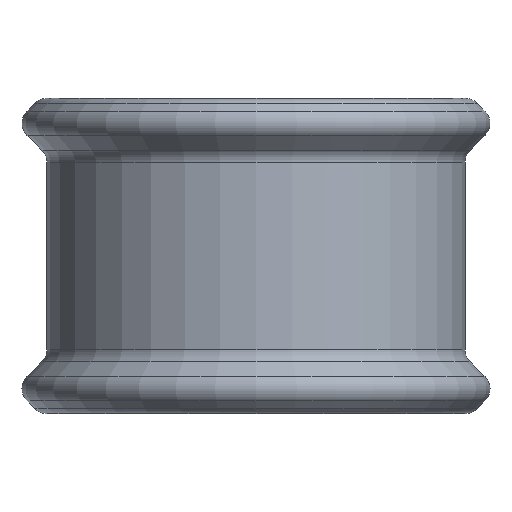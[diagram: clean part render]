
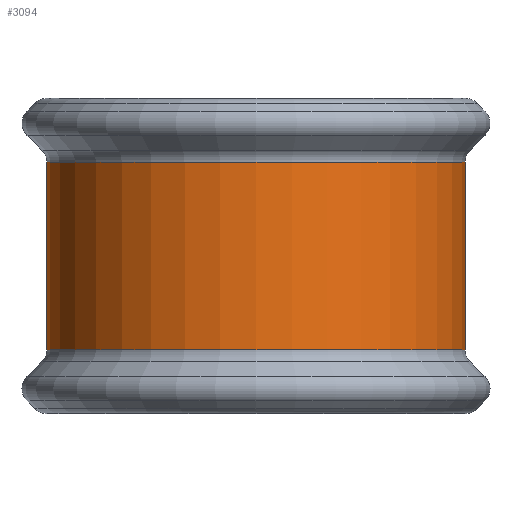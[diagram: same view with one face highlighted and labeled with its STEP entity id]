
A CAD part, front view. The second image highlights one B-rep face of the part: STEP entity #3094.
In plain terms, the highlighted cylindrical face has radius 9.335 mm (diameter 18.669 mm), a partial arc.
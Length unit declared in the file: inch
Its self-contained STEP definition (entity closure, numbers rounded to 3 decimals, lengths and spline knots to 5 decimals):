
#23 = CARTESIAN_POINT ( 'NONE',  ( -0.055, -0.687, 0.16479 ) ) ;
#306 = VECTOR ( 'NONE', #4958, 39.37008 ) ;
#343 = EDGE_CURVE ( 'NONE', #3989, #684, #5718, .T. ) ;
#542 = DIRECTION ( 'NONE',  ( 0., 0., 1. ) ) ;
#641 = CARTESIAN_POINT ( 'NONE',  ( 0.3125, -0.3195, 0.16479 ) ) ;
#684 = VERTEX_POINT ( 'NONE', #23 ) ;
#946 = AXIS2_PLACEMENT_3D ( 'NONE', #1020, #4823, #1527 ) ;
#1020 = CARTESIAN_POINT ( 'NONE',  ( 0.3125, -0.687, 0. ) ) ;
#1152 = CIRCLE ( 'NONE', #4204, 0.3675 ) ;
#1320 = FACE_OUTER_BOUND ( 'NONE', #2005, .T. ) ;
#1527 = DIRECTION ( 'NONE',  ( -1., 0., 0. ) ) ;
#1559 = DIRECTION ( 'NONE',  ( 0., 0., -1. ) ) ;
#1626 = AXIS2_PLACEMENT_3D ( 'NONE', #4613, #1758, #5083 ) ;
#1640 = CARTESIAN_POINT ( 'NONE',  ( 0.3125, -0.3195, 0.16479 ) ) ;
#1758 = DIRECTION ( 'NONE',  ( 0., 0., -1. ) ) ;
#1791 = ORIENTED_EDGE ( 'NONE', *, *, #343, .F. ) ;
#1826 = CYLINDRICAL_SURFACE ( 'NONE', #946, 0.3675 ) ;
#2005 = EDGE_LOOP ( 'NONE', ( #3893, #3661, #1791, #3491 ) ) ;
#2177 = VERTEX_POINT ( 'NONE', #3078 ) ;
#2280 = EDGE_CURVE ( 'NONE', #2899, #684, #1152, .T. ) ;
#2788 = LINE ( 'NONE', #1640, #306 ) ;
#2873 = CARTESIAN_POINT ( 'NONE',  ( -0.055, -0.687, -0.16479 ) ) ;
#2899 = VERTEX_POINT ( 'NONE', #641 ) ;
#3078 = CARTESIAN_POINT ( 'NONE',  ( 0.3125, -0.3195, -0.16479 ) ) ;
#3094 = ADVANCED_FACE ( 'NONE', ( #1320 ), #1826, .T. ) ;
#3491 = ORIENTED_EDGE ( 'NONE', *, *, #5060, .F. ) ;
#3661 = ORIENTED_EDGE ( 'NONE', *, *, #2280, .T. ) ;
#3673 = EDGE_CURVE ( 'NONE', #2177, #2899, #2788, .T. ) ;
#3820 = CARTESIAN_POINT ( 'NONE',  ( -0.055, -0.687, 0.16479 ) ) ;
#3893 = ORIENTED_EDGE ( 'NONE', *, *, #3673, .T. ) ;
#3989 = VERTEX_POINT ( 'NONE', #2873 ) ;
#4204 = AXIS2_PLACEMENT_3D ( 'NONE', #4397, #1559, #4869 ) ;
#4397 = CARTESIAN_POINT ( 'NONE',  ( 0.3125, -0.687, 0.16479 ) ) ;
#4456 = VECTOR ( 'NONE', #542, 39.37008 ) ;
#4585 = CIRCLE ( 'NONE', #1626, 0.3675 ) ;
#4613 = CARTESIAN_POINT ( 'NONE',  ( 0.3125, -0.687, -0.16479 ) ) ;
#4823 = DIRECTION ( 'NONE',  ( 0., 0., -1. ) ) ;
#4869 = DIRECTION ( 'NONE',  ( -1., 0., 0. ) ) ;
#4958 = DIRECTION ( 'NONE',  ( 0., 0., 1. ) ) ;
#5060 = EDGE_CURVE ( 'NONE', #2177, #3989, #4585, .T. ) ;
#5083 = DIRECTION ( 'NONE',  ( -1., 0., 0. ) ) ;
#5718 = LINE ( 'NONE', #3820, #4456 ) ;
